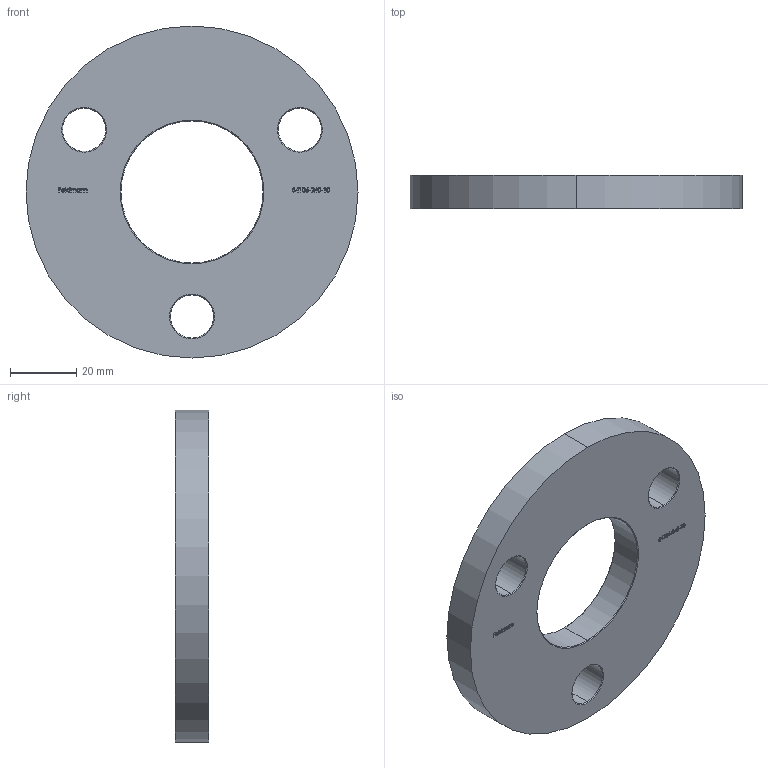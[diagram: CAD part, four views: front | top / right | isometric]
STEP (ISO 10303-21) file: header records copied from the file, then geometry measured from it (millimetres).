
FILE_DESCRIPTION (( 'STEP AP203' ), '1' );
FILE_NAME ('54106-240-10.step', '2020-10-21T10:58:43', ( '' ), ( '' ), 'SwSTEP 2.0', 'SolidWorks 2018', '' );
FILE_SCHEMA (( 'CONFIG_CONTROL_DESIGN' ));
Length unit declared in the file: millimetre
Products named in the file (2): 54106-240-10
Bounding box: 100 x 10 x 100 mm (x, y, z)
Volume: 60153.8 mm3; surface area: 17681.4 mm2
Topology: 1 solids, 1 shells, 270 faces, 701 edges, 462 vertices
Faces by surface type: plane 146, bspline 98, cone 16, cylinder 10
Entity records: 14068 total; most frequent: CARTESIAN_POINT 7925, ORIENTED_EDGE 1402, DIRECTION 889, EDGE_CURVE 701, LINE 469, VECTOR 469, VERTEX_POINT 462, EDGE_LOOP 307
